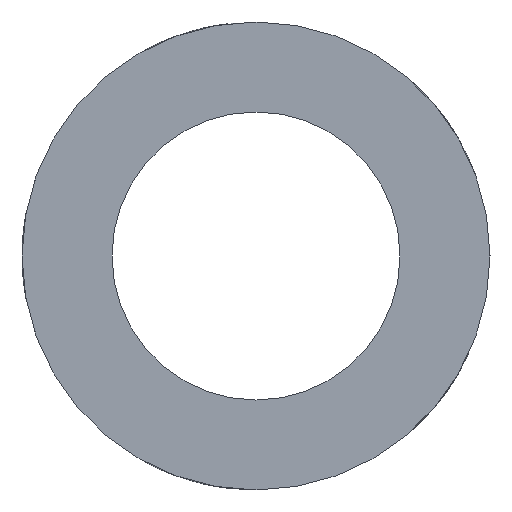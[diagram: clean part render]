
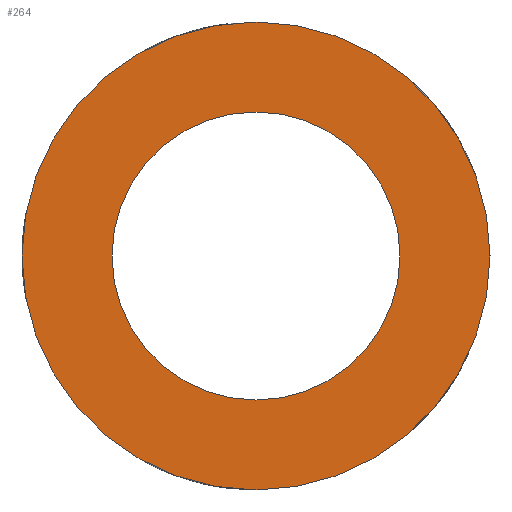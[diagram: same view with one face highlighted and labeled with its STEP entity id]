
A CAD part, left-side view. The second image highlights one B-rep face of the part: STEP entity #264.
In plain terms, the highlighted planar face has unit normal (-1, 0, 0).
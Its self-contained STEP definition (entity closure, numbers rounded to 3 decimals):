
#264 = ADVANCED_FACE( '', ( #585, #586 ), #587, .T. );
#585 = FACE_BOUND( '', #947, .T. );
#586 = FACE_OUTER_BOUND( '', #948, .T. );
#587 = PLANE( '', #949 );
#947 = EDGE_LOOP( '', ( #1611 ) );
#948 = EDGE_LOOP( '', ( #1612 ) );
#949 = AXIS2_PLACEMENT_3D( '', #1613, #1614, #1615 );
#1611 = ORIENTED_EDGE( '', *, *, #2269, .T. );
#1612 = ORIENTED_EDGE( '', *, *, #2202, .F. );
#1613 = CARTESIAN_POINT( '', ( 0., 13., 0. ) );
#1614 = DIRECTION( '', ( -1., 0., 0. ) );
#1615 = DIRECTION( '', ( 0., 0., 1. ) );
#2202 = EDGE_CURVE( '', #2666, #2666, #2667, .T. );
#2269 = EDGE_CURVE( '', #2760, #2760, #2761, .T. );
#2666 = VERTEX_POINT( '', #3266 );
#2667 = CIRCLE( '', #3267, 13. );
#2760 = VERTEX_POINT( '', #3392 );
#2761 = CIRCLE( '', #3393, 8. );
#3266 = CARTESIAN_POINT( '', ( 0., 0., -13. ) );
#3267 = AXIS2_PLACEMENT_3D( '', #3769, #3770, #3771 );
#3392 = CARTESIAN_POINT( '', ( 0., 0., -8. ) );
#3393 = AXIS2_PLACEMENT_3D( '', #3852, #3853, #3854 );
#3769 = CARTESIAN_POINT( '', ( 0., 0., 0. ) );
#3770 = DIRECTION( '', ( 1., 0., 0. ) );
#3771 = DIRECTION( '', ( 0., 0., -1. ) );
#3852 = CARTESIAN_POINT( '', ( 0., 0., 0. ) );
#3853 = DIRECTION( '', ( 1., 0., 0. ) );
#3854 = DIRECTION( '', ( 0., 0., -1. ) );
